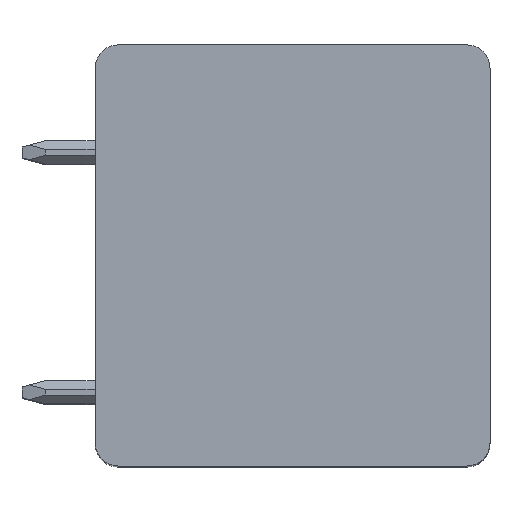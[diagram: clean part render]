
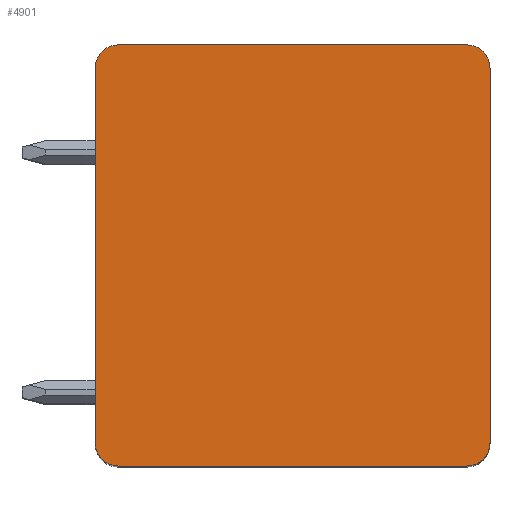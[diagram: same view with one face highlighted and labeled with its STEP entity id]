
A CAD part, top view. The second image highlights one B-rep face of the part: STEP entity #4901.
In plain terms, the highlighted planar face has unit normal (0, 0, 1).
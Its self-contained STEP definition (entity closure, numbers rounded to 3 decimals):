
#41 = AXIS2_PLACEMENT_3D ( 'NONE', #1334, #1333, #1331 ) ;
#49 = FACE_OUTER_BOUND ( 'NONE', #585, .T. ) ;
#58 = VECTOR ( 'NONE', #1382, 1000. ) ;
#585 = EDGE_LOOP ( 'NONE', ( #4529, #4488, #4478, #4534, #4519, #4476, #4496, #4596 ) ) ;
#673 = VERTEX_POINT ( 'NONE', #4310 ) ;
#694 = VERTEX_POINT ( 'NONE', #4300 ) ;
#859 = DIRECTION ( 'NONE',  ( -1., 0., 0. ) ) ;
#862 = CARTESIAN_POINT ( 'NONE',  ( 20.033, 21.221, 26.091 ) ) ;
#865 = LINE ( 'NONE', #862, #2492 ) ;
#958 = DIRECTION ( 'NONE',  ( 1., 0., 0. ) ) ;
#1130 = CARTESIAN_POINT ( 'NONE',  ( 8.133, 7.621, 26.091 ) ) ;
#1140 = DIRECTION ( 'NONE',  ( 0., 0., -1. ) ) ;
#1331 = DIRECTION ( 'NONE',  ( 1., 0., 0. ) ) ;
#1333 = DIRECTION ( 'NONE',  ( 0., 0., 1. ) ) ;
#1334 = CARTESIAN_POINT ( 'NONE',  ( 20.033, 20.421, 26.091 ) ) ;
#1338 = PLANE ( 'NONE',  #41 ) ;
#1382 = DIRECTION ( 'NONE',  ( 0., -1., 0. ) ) ;
#1386 = CARTESIAN_POINT ( 'NONE',  ( 7.333, 20.421, 26.091 ) ) ;
#1387 = LINE ( 'NONE', #1386, #58 ) ;
#1709 = VECTOR ( 'NONE', #2306, 1000. ) ;
#1776 = AXIS2_PLACEMENT_3D ( 'NONE', #1909, #2336, #2345 ) ;
#1793 = VECTOR ( 'NONE', #1982, 1000. ) ;
#1909 = CARTESIAN_POINT ( 'NONE',  ( 20.033, 20.421, 26.091 ) ) ;
#1936 = LINE ( 'NONE', #2252, #1793 ) ;
#1982 = DIRECTION ( 'NONE',  ( 1., 0., 0. ) ) ;
#2191 = CARTESIAN_POINT ( 'NONE',  ( 20.033, 7.621, 26.091 ) ) ;
#2195 = DIRECTION ( 'NONE',  ( 0., 0., 1. ) ) ;
#2200 = DIRECTION ( 'NONE',  ( 1., 0., 0. ) ) ;
#2206 = LINE ( 'NONE', #2244, #1709 ) ;
#2244 = CARTESIAN_POINT ( 'NONE',  ( 20.833, 7.621, 26.091 ) ) ;
#2252 = CARTESIAN_POINT ( 'NONE',  ( 20.033, 6.821, 26.091 ) ) ;
#2306 = DIRECTION ( 'NONE',  ( 0., -1., 0. ) ) ;
#2336 = DIRECTION ( 'NONE',  ( 0., 0., 1. ) ) ;
#2345 = DIRECTION ( 'NONE',  ( 1., 0., 0. ) ) ;
#2447 = AXIS2_PLACEMENT_3D ( 'NONE', #1130, #1140, #958 ) ;
#2492 = VECTOR ( 'NONE', #859, 1000. ) ;
#2659 = DIRECTION ( 'NONE',  ( 0., 0., -1. ) ) ;
#2876 = DIRECTION ( 'NONE',  ( 1., 0., 0. ) ) ;
#3027 = CARTESIAN_POINT ( 'NONE',  ( 8.133, 20.421, 26.091 ) ) ;
#3211 = AXIS2_PLACEMENT_3D ( 'NONE', #2191, #2195, #2200 ) ;
#3277 = VERTEX_POINT ( 'NONE', #4284 ) ;
#3386 = VERTEX_POINT ( 'NONE', #4156 ) ;
#3484 = VERTEX_POINT ( 'NONE', #4375 ) ;
#3526 = VERTEX_POINT ( 'NONE', #4612 ) ;
#3601 = VERTEX_POINT ( 'NONE', #4557 ) ;
#3652 = VERTEX_POINT ( 'NONE', #4241 ) ;
#3732 = EDGE_CURVE ( 'NONE', #3386, #3652, #865, .T. ) ;
#3758 = EDGE_CURVE ( 'NONE', #3526, #3277, #4019, .T. ) ;
#3927 = EDGE_CURVE ( 'NONE', #3601, #3386, #4050, .T. ) ;
#3985 = EDGE_CURVE ( 'NONE', #3526, #3484, #1936, .T. ) ;
#3992 = EDGE_CURVE ( 'NONE', #3601, #694, #2206, .T. ) ;
#4019 = CIRCLE ( 'NONE', #2447, 0.8 ) ;
#4029 = CIRCLE ( 'NONE', #3211, 0.8 ) ;
#4049 = CIRCLE ( 'NONE', #5041, 0.8 ) ;
#4050 = CIRCLE ( 'NONE', #1776, 0.8 ) ;
#4083 = EDGE_CURVE ( 'NONE', #3484, #694, #4029, .T. ) ;
#4156 = CARTESIAN_POINT ( 'NONE',  ( 20.033, 21.221, 26.091 ) ) ;
#4241 = CARTESIAN_POINT ( 'NONE',  ( 8.133, 21.221, 26.091 ) ) ;
#4284 = CARTESIAN_POINT ( 'NONE',  ( 7.333, 7.621, 26.091 ) ) ;
#4300 = CARTESIAN_POINT ( 'NONE',  ( 20.833, 7.621, 26.091 ) ) ;
#4310 = CARTESIAN_POINT ( 'NONE',  ( 7.333, 20.421, 26.091 ) ) ;
#4375 = CARTESIAN_POINT ( 'NONE',  ( 20.033, 6.821, 26.091 ) ) ;
#4476 = ORIENTED_EDGE ( 'NONE', *, *, #4791, .F. ) ;
#4478 = ORIENTED_EDGE ( 'NONE', *, *, #3992, .F. ) ;
#4488 = ORIENTED_EDGE ( 'NONE', *, *, #4083, .T. ) ;
#4496 = ORIENTED_EDGE ( 'NONE', *, *, #4893, .T. ) ;
#4519 = ORIENTED_EDGE ( 'NONE', *, *, #3732, .T. ) ;
#4529 = ORIENTED_EDGE ( 'NONE', *, *, #3985, .T. ) ;
#4534 = ORIENTED_EDGE ( 'NONE', *, *, #3927, .T. ) ;
#4557 = CARTESIAN_POINT ( 'NONE',  ( 20.833, 20.421, 26.091 ) ) ;
#4596 = ORIENTED_EDGE ( 'NONE', *, *, #3758, .F. ) ;
#4612 = CARTESIAN_POINT ( 'NONE',  ( 8.133, 6.821, 26.091 ) ) ;
#4791 = EDGE_CURVE ( 'NONE', #673, #3652, #4049, .T. ) ;
#4893 = EDGE_CURVE ( 'NONE', #673, #3277, #1387, .T. ) ;
#4901 = ADVANCED_FACE ( 'NONE', ( #49 ), #1338, .T. ) ;
#5041 = AXIS2_PLACEMENT_3D ( 'NONE', #3027, #2659, #2876 ) ;
